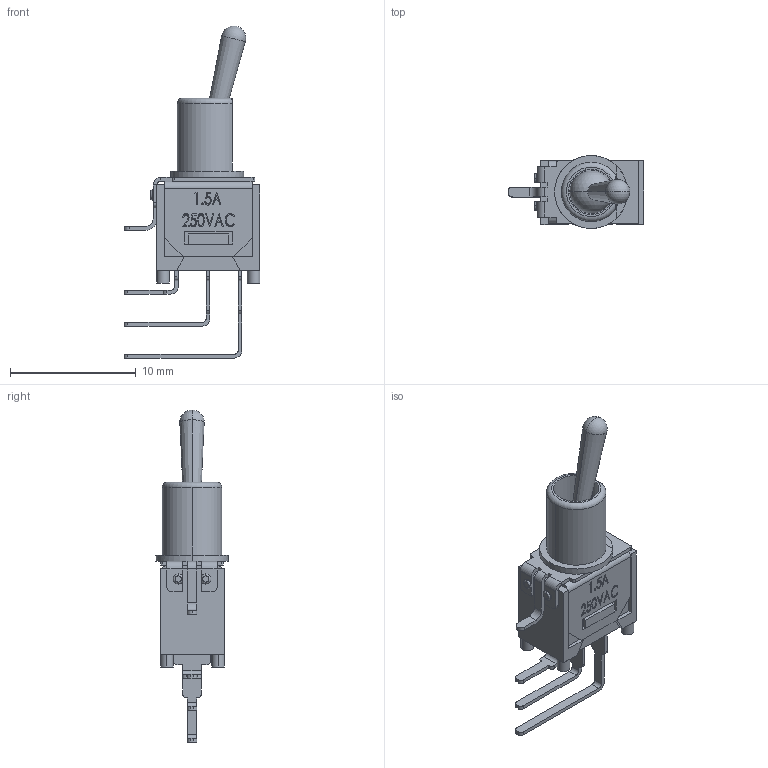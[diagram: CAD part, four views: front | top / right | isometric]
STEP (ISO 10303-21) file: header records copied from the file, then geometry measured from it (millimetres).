
FILE_DESCRIPTION (( 'STEP AP214' ), '1' );
FILE_NAME ('ToggleSwitch_SPDT.STEP', '2019-08-23T13:09:18', ( 'Peng' ), ( '' ), 'SwSTEP 2.0', 'SolidWorks 2017', '' );
FILE_SCHEMA (( 'AUTOMOTIVE_DESIGN' ));
Length unit declared in the file: millimetre
Products named in the file (4): ToggleSwitch_SPDT; SPDT_2; SPDT_1; SPDT_3
Assembly tree (3 placements, depth 2):
  ToggleSwitch_SPDT
    SPDT_3
    SPDT_1
    SPDT_2
Bounding box: 10.8 x 5.79 x 26.4 mm (x, y, z)
Volume: 409.7 mm3; surface area: 975.9 mm2
Topology: 6 solids, 6 shells, 351 faces, 928 edges, 602 vertices
Faces by surface type: plane 223, cylinder 71, bspline 46, torus 5, sphere 4, cone 2
Entity records: 13657 total; most frequent: CARTESIAN_POINT 4899, ORIENTED_EDGE 1836, DIRECTION 1616, EDGE_CURVE 918, LINE 654, VECTOR 654, VERTEX_POINT 596, AXIS2_PLACEMENT_3D 481
